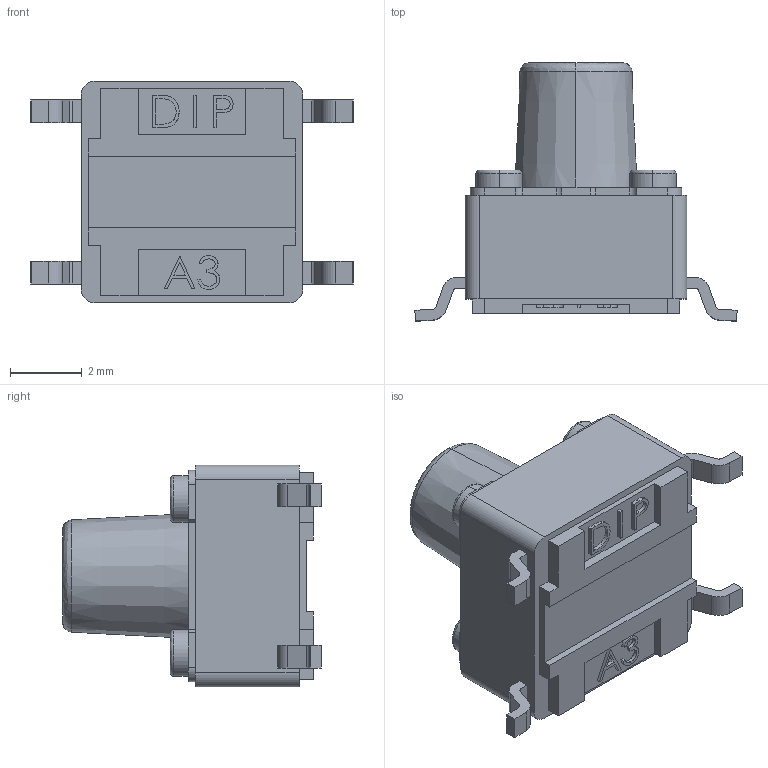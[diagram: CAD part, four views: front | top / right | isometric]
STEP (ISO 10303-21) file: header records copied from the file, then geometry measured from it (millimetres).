
FILE_DESCRIPTION (( 'STEP AP214' ), '1' );
FILE_NAME ('SWITCH_DTSM-63N-Q-T_DIP.STEP', '2016-03-12T02:28:16', ( '' ), ( '' ), 'SwSTEP 2.0', 'SolidWorks 2016', '' );
FILE_SCHEMA (( 'AUTOMOTIVE_DESIGN' ));
Length unit declared in the file: millimetre
Products named in the file (6): SWITCH_DTSM-63N-Q-T_DIP; SWITCH_DTSM-63N-Q-T_DIP - shrapnel_ﾄｬﾈﾏｨｨ_; SWITCH_DTSM-63N-Q-T_DIP - button; SWITCH_DTSM-63N-Q-T_DIP - BASE - pins; SWITCH_DTSM-63N-Q-T_DIP - BASE; SWITCH_DTSM-63N-Q-T_DIP - sheild
Assembly tree (5 placements, depth 2):
  SWITCH_DTSM-63N-Q-T_DIP
    SWITCH_DTSM-63N-Q-T_DIP - BASE - pins
    SWITCH_DTSM-63N-Q-T_DIP - BASE
    SWITCH_DTSM-63N-Q-T_DIP - button
    SWITCH_DTSM-63N-Q-T_DIP - sheild
    SWITCH_DTSM-63N-Q-T_DIP - shrapnel_ﾄｬﾈﾏｨｨ_
Bounding box: 9 x 7.22 x 6.2 mm (x, y, z)
Volume: 135.7 mm3; surface area: 442 mm2
Topology: 7 solids, 7 shells, 397 faces, 1059 edges, 692 vertices
Faces by surface type: plane 216, cylinder 98, bspline 57, cone 12, torus 10, sphere 4
Entity records: 20053 total; most frequent: CARTESIAN_POINT 5885, ORIENTED_EDGE 2114, DIRECTION 1862, EDGE_CURVE 1057, VERTEX_POINT 692, VECTOR 644, LINE 644, AXIS2_PLACEMENT_3D 609
